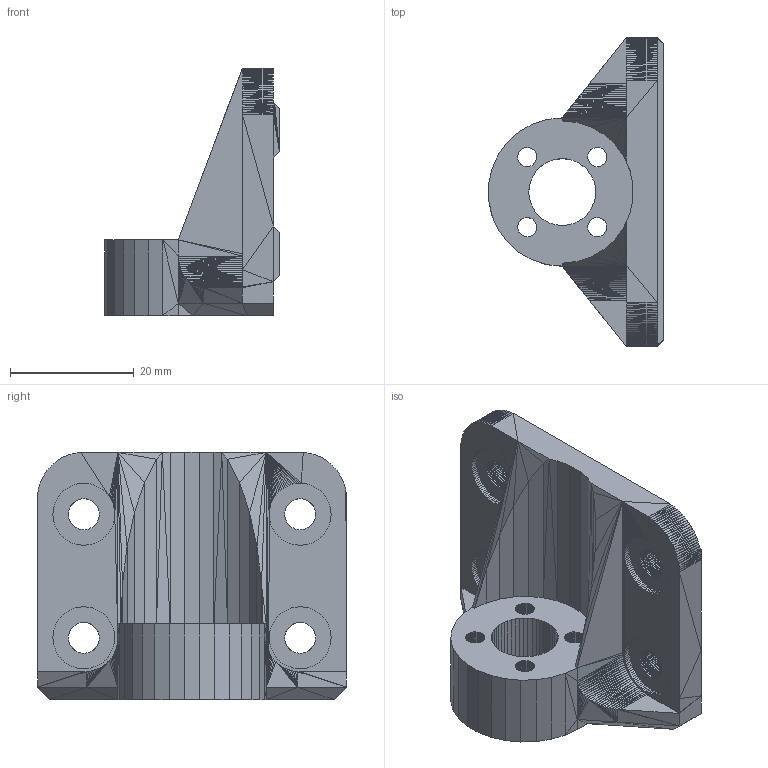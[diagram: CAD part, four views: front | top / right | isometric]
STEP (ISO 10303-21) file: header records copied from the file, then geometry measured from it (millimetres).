
FILE_DESCRIPTION(/* description */ (''),/* implementation_level */ '2;1');
FILE_NAME(/* name */ '2-Lead_Screw_Bracket.stp',/* time_stamp */ '2017-03-23T13:07:58-04:00',/* author */ ('Tiktiki'),/* organization */ (''),/* preprocessor_version */ 'ST-DEVELOPER v16.1',/* originating_system */ 'Autodesk Inventor 2016',/* authorisation */ '');
FILE_SCHEMA (('AUTOMOTIVE_DESIGN { 1 0 10303 214 3 1 1 }'));
Length unit declared in the file: millimetre
Products named in the file (1): 2-Lead_Screw_Bracket
Bounding box: 28.31 x 50 x 40 mm (x, y, z)
Volume: 15709 mm3; surface area: 7722.8 mm2
Topology: 1 solids, 1 shells, 2141 faces, 4512 edges, 2374 vertices
Faces by surface type: plane 2141
Entity records: 53530 total; most frequent: CARTESIAN_POINT 9028, ORIENTED_EDGE 9024, DIRECTION 8796, LINE 4512, VECTOR 4512, EDGE_CURVE 4512, VERTEX_POINT 2374, EDGE_LOOP 2160
